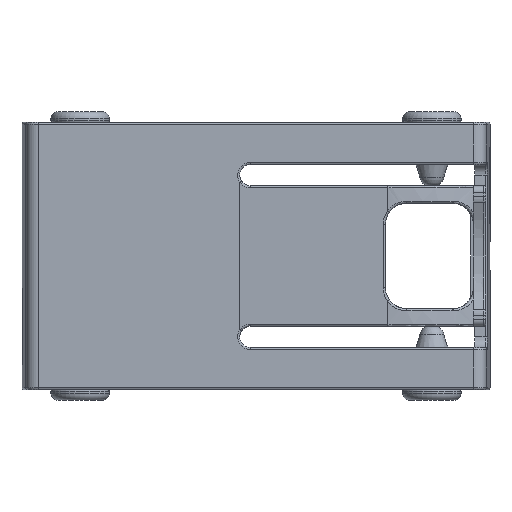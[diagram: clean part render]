
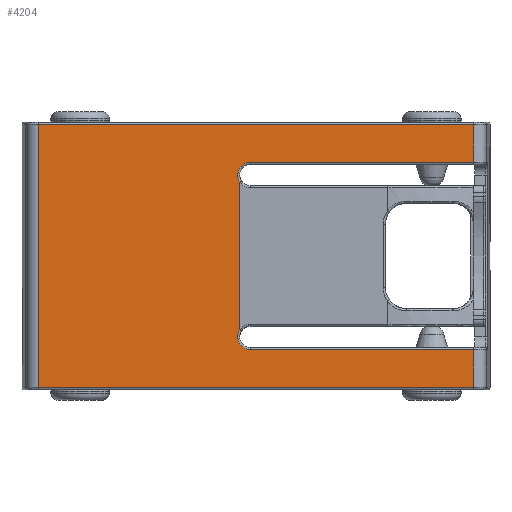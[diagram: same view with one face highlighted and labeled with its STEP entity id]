
A CAD part, left-side view. The second image highlights one B-rep face of the part: STEP entity #4204.
In plain terms, the highlighted planar face has unit normal (-1, 0, 0).
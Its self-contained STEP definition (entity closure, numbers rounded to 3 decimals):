
#1016=DIRECTION('',(0.,-1.,0.));
#1017=VECTOR('',#1016,31.731);
#1018=CARTESIAN_POINT('',(-32.7,0.8,13.3));
#1019=LINE('',#1018,#1017);
#1035=CARTESIAN_POINT('',(-32.7,0.8,11.5));
#1036=DIRECTION('',(-1.,0.,0.));
#1037=DIRECTION('',(0.,0.,1.));
#1038=AXIS2_PLACEMENT_3D('',#1035,#1036,#1037);
#1040=DIRECTION('',(0.,0.,-1.));
#1041=VECTOR('',#1040,20.964);
#1042=CARTESIAN_POINT('',(-32.7,2.296,10.482));
#1043=LINE('',#1042,#1041);
#1044=CARTESIAN_POINT('',(-32.7,0.8,-11.5));
#1045=DIRECTION('',(-1.,0.,0.));
#1046=DIRECTION('',(0.,0.836,0.548));
#1047=AXIS2_PLACEMENT_3D('',#1044,#1045,#1046);
#1055=CARTESIAN_POINT('',(-32.7,2.296,10.482));
#1056=CARTESIAN_POINT('',(-32.7,2.297,10.485));
#1057=CARTESIAN_POINT('',(-32.7,2.298,10.493));
#1058=CARTESIAN_POINT('',(-32.7,2.302,10.503));
#1059=CARTESIAN_POINT('',(-32.7,2.304,10.51));
#1060=CARTESIAN_POINT('',(-32.7,2.305,10.513));
#2112=DIRECTION('',(0.,0.,1.));
#2113=VECTOR('',#2112,5.4);
#2114=CARTESIAN_POINT('',(-32.7,-30.931,13.3));
#2115=LINE('',#2114,#2113);
#2135=DIRECTION('',(0.,1.,0.));
#2136=VECTOR('',#2135,61.862);
#2137=CARTESIAN_POINT('',(-32.7,-30.931,18.7));
#2138=LINE('',#2137,#2136);
#2158=DIRECTION('',(0.,0.,-1.));
#2159=VECTOR('',#2158,37.4);
#2160=CARTESIAN_POINT('',(-32.7,30.931,18.7));
#2161=LINE('',#2160,#2159);
#2181=DIRECTION('',(0.,-1.,0.));
#2182=VECTOR('',#2181,61.862);
#2183=CARTESIAN_POINT('',(-32.7,30.931,-18.7));
#2184=LINE('',#2183,#2182);
#2208=DIRECTION('',(0.,0.,1.));
#2209=VECTOR('',#2208,5.4);
#2210=CARTESIAN_POINT('',(-32.7,-30.931,-18.7));
#2211=LINE('',#2210,#2209);
#2231=DIRECTION('',(0.,1.,0.));
#2232=VECTOR('',#2231,31.731);
#2233=CARTESIAN_POINT('',(-32.7,-30.931,-13.3));
#2234=LINE('',#2233,#2232);
#2311=CARTESIAN_POINT('',(-32.7,2.305,-10.513));
#2312=CARTESIAN_POINT('',(-32.7,2.304,-10.51));
#2313=CARTESIAN_POINT('',(-32.7,2.302,
-10.503));
#2314=CARTESIAN_POINT('',(-32.7,2.298,
-10.493));
#2315=CARTESIAN_POINT('',(-32.7,2.297,
-10.485));
#2316=CARTESIAN_POINT('',(-32.7,2.296,
-10.482));
#3383=CARTESIAN_POINT('',(-32.7,0.8,13.3));
#3384=VERTEX_POINT('',#3383);
#3385=CARTESIAN_POINT('',(-32.7,-30.931,13.3));
#3386=VERTEX_POINT('',#3385);
#3387=CARTESIAN_POINT('',(-32.7,2.305,10.513));
#3388=VERTEX_POINT('',#3387);
#3393=VERTEX_POINT('',#1055);
#3394=CARTESIAN_POINT('',(-32.7,2.296,
-10.482));
#3395=VERTEX_POINT('',#3394);
#3396=VERTEX_POINT('',#2311);
#3397=CARTESIAN_POINT('',(-32.7,0.8,-13.3));
#3398=VERTEX_POINT('',#3397);
#3399=CARTESIAN_POINT('',(-32.7,-30.931,-13.3));
#3400=VERTEX_POINT('',#3399);
#3401=CARTESIAN_POINT('',(-32.7,-30.931,-18.7));
#3402=VERTEX_POINT('',#3401);
#3403=CARTESIAN_POINT('',(-32.7,30.931,-18.7));
#3404=VERTEX_POINT('',#3403);
#3405=CARTESIAN_POINT('',(-32.7,30.931,18.7));
#3406=VERTEX_POINT('',#3405);
#3407=CARTESIAN_POINT('',(-32.7,-30.931,18.7));
#3408=VERTEX_POINT('',#3407);
#4175=CARTESIAN_POINT('',(-32.7,32.7,-19.));
#4176=DIRECTION('',(-1.,0.,0.));
#4177=DIRECTION('',(0.,-1.,0.));
#4178=AXIS2_PLACEMENT_3D('',#4175,#4176,#4177);
#4179=PLANE('',#4178);
#4180=ORIENTED_EDGE('',*,*,#4163,.T.);
#4182=ORIENTED_EDGE('',*,*,#4181,.F.);
#4184=ORIENTED_EDGE('',*,*,#4183,.T.);
#4186=ORIENTED_EDGE('',*,*,#4185,.F.);
#4188=ORIENTED_EDGE('',*,*,#4187,.T.);
#4190=ORIENTED_EDGE('',*,*,#4189,.F.);
#4192=ORIENTED_EDGE('',*,*,#4191,.F.);
#4194=ORIENTED_EDGE('',*,*,#4193,.F.);
#4196=ORIENTED_EDGE('',*,*,#4195,.F.);
#4198=ORIENTED_EDGE('',*,*,#4197,.F.);
#4200=ORIENTED_EDGE('',*,*,#4199,.F.);
#4201=ORIENTED_EDGE('',*,*,#4151,.F.);
#4202=EDGE_LOOP('',(#4180,#4182,#4184,#4186,#4188,#4190,#4192,#4194,#4196,#4198,
#4200,#4201));
#4203=FACE_OUTER_BOUND('',#4202,.F.);
#1039=CIRCLE('',#1038,1.8);
#1048=CIRCLE('',#1047,1.8);
#1061=B_SPLINE_CURVE_WITH_KNOTS('',3,(#1055,#1056,#1057,#1058,#1059,#1060),
.UNSPECIFIED.,.F.,.F.,(4,1,1,4),(0.,0.333,0.667,1.),
.UNSPECIFIED.);
#2317=B_SPLINE_CURVE_WITH_KNOTS('',3,(#2311,#2312,#2313,#2314,#2315,#2316),
.UNSPECIFIED.,.F.,.F.,(4,1,1,4),(0.,0.333,0.667,1.),
.UNSPECIFIED.);
#4151=EDGE_CURVE('',#3384,#3386,#1019,.T.);
#4163=EDGE_CURVE('',#3384,#3388,#1039,.T.);
#4181=EDGE_CURVE('',#3393,#3388,#1061,.T.);
#4183=EDGE_CURVE('',#3393,#3395,#1043,.T.);
#4185=EDGE_CURVE('',#3396,#3395,#2317,.T.);
#4187=EDGE_CURVE('',#3396,#3398,#1048,.T.);
#4189=EDGE_CURVE('',#3400,#3398,#2234,.T.);
#4191=EDGE_CURVE('',#3402,#3400,#2211,.T.);
#4193=EDGE_CURVE('',#3404,#3402,#2184,.T.);
#4195=EDGE_CURVE('',#3406,#3404,#2161,.T.);
#4197=EDGE_CURVE('',#3408,#3406,#2138,.T.);
#4199=EDGE_CURVE('',#3386,#3408,#2115,.T.);
#4204=ADVANCED_FACE('',(#4203),#4179,.T.);
